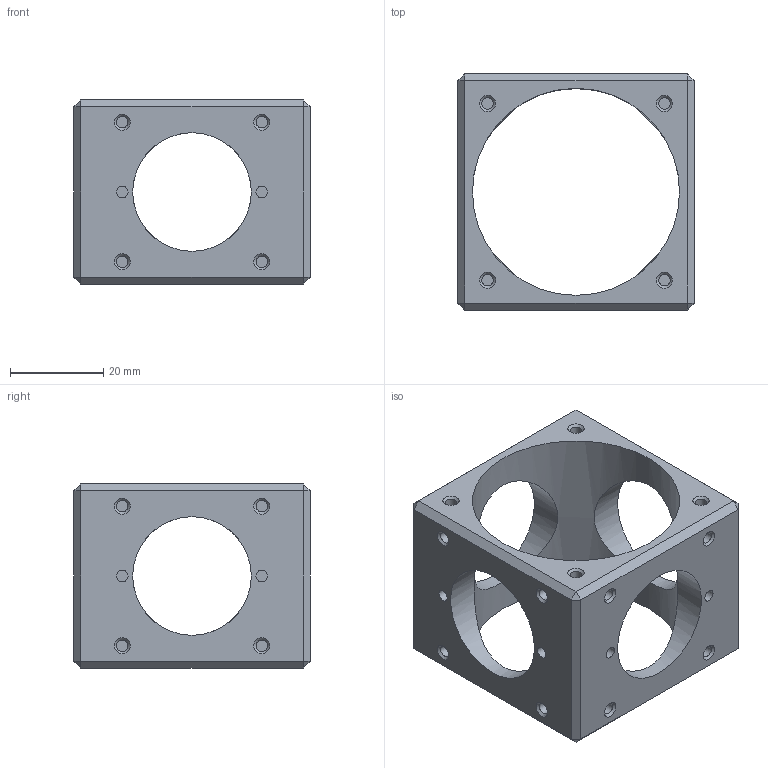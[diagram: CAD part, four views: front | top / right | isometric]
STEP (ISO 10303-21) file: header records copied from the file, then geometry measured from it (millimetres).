
FILE_DESCRIPTION(/* description */ (''),/* implementation_level */ '2;1');
FILE_NAME(/* name */ '30-Cu1.stp',/* time_stamp */ '2024-10-04T16:05:47+03:00',/* author */ ('asidnin'),/* organization */ (''),/* preprocessor_version */ 'ST-DEVELOPER v18',/* originating_system */ 'Autodesk Inventor 2020',/* authorisation */ '');
FILE_SCHEMA (('AUTOMOTIVE_DESIGN { 1 0 10303 214 3 1 1 }'));
Length unit declared in the file: millimetre
Products named in the file (1): 08-3AC4W - Куб для клетки 
30 мм
Bounding box: 50.8 x 50.8 x 39.6 mm (x, y, z)
Volume: 30679 mm3; surface area: 14031.5 mm2
Topology: 1 solids, 1 shells, 119 faces, 281 edges, 195 vertices
Faces by surface type: plane 58, cylinder 37, cone 24
Full cylindrical faces by diameter (mm): 2.459 x24, 2.5 x8, 25.48 x4, 44.5 x1
Entity records: 3787 total; most frequent: CARTESIAN_POINT 796, DIRECTION 676, ORIENTED_EDGE 562, AXIS2_PLACEMENT_3D 283, EDGE_CURVE 281, VERTEX_POINT 195, CIRCLE 163, EDGE_LOOP 160
